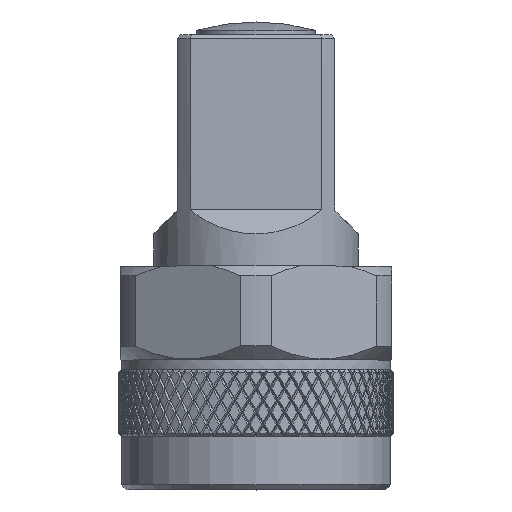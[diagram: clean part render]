
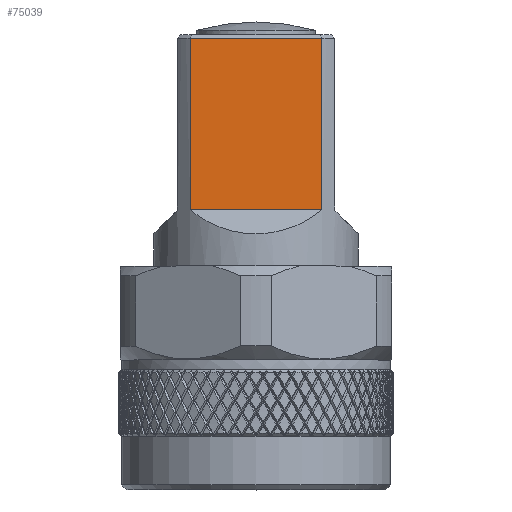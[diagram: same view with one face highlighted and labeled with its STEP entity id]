
A CAD part, top view. The second image highlights one B-rep face of the part: STEP entity #75039.
In plain terms, the highlighted face is planar.
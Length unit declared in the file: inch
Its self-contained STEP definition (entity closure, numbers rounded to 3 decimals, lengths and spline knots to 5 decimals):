
#5534 = VERTEX_POINT ( 'NONE', #18650 ) ;
#5705 = ORIENTED_EDGE ( 'NONE', *, *, #13902, .T. ) ;
#8699 = CARTESIAN_POINT ( 'NONE',  ( -0.23524, 0.5622, -0.19657 ) ) ;
#10273 = CARTESIAN_POINT ( 'NONE',  ( -0.23524, 0.5622, 0.19657 ) ) ;
#10680 = CARTESIAN_POINT ( 'NONE',  ( -0.23524, 0.83756, 0.19657 ) ) ;
#13902 = EDGE_CURVE ( 'NONE', #27526, #5534, #68153, .T. ) ;
#15134 = EDGE_CURVE ( 'NONE', #5534, #62979, #72305, .T. ) ;
#17806 = EDGE_CURVE ( 'NONE', #62979, #50732, #34270, .T. ) ;
#18650 = CARTESIAN_POINT ( 'NONE',  ( -0.23524, 0.83756, -0.19657 ) ) ;
#18934 = VECTOR ( 'NONE', #34611, 39.37008 ) ;
#23475 = CARTESIAN_POINT ( 'NONE',  ( -0.23524, 1.3522, 0.19657 ) ) ;
#23534 = VECTOR ( 'NONE', #57559, 39.37008 ) ;
#27526 = VERTEX_POINT ( 'NONE', #59889 ) ;
#28993 = DIRECTION ( 'NONE',  ( 0., 0., 1. ) ) ;
#29612 = FACE_OUTER_BOUND ( 'NONE', #38417, .T. ) ;
#30208 = ORIENTED_EDGE ( 'NONE', *, *, #15134, .T. ) ;
#34270 = LINE ( 'NONE', #10273, #77744 ) ;
#34611 = DIRECTION ( 'NONE',  ( 0., 0., -1. ) ) ;
#36156 = VECTOR ( 'NONE', #28993, 39.37008 ) ;
#36501 = AXIS2_PLACEMENT_3D ( 'NONE', #64298, #76502, #53288 ) ;
#38417 = EDGE_LOOP ( 'NONE', ( #5705, #30208, #57703, #74606 ) ) ;
#40565 = DIRECTION ( 'NONE',  ( 0., 1., 0. ) ) ;
#41701 = CARTESIAN_POINT ( 'NONE',  ( -0.23524, 1.3522, -0.19657 ) ) ;
#47946 = CARTESIAN_POINT ( 'NONE',  ( -0.23524, 0.83756, 0.19657 ) ) ;
#50732 = VERTEX_POINT ( 'NONE', #23475 ) ;
#53288 = DIRECTION ( 'NONE',  ( 0., 0., 1. ) ) ;
#57559 = DIRECTION ( 'NONE',  ( 0., -1., 0. ) ) ;
#57703 = ORIENTED_EDGE ( 'NONE', *, *, #17806, .T. ) ;
#59889 = CARTESIAN_POINT ( 'NONE',  ( -0.23524, 1.3522, -0.19657 ) ) ;
#62979 = VERTEX_POINT ( 'NONE', #10680 ) ;
#64298 = CARTESIAN_POINT ( 'NONE',  ( -0.23524, 0.76256, 0.23524 ) ) ;
#68153 = LINE ( 'NONE', #8699, #23534 ) ;
#71661 = EDGE_CURVE ( 'NONE', #50732, #27526, #77137, .T. ) ;
#72305 = LINE ( 'NONE', #47946, #36156 ) ;
#74606 = ORIENTED_EDGE ( 'NONE', *, *, #71661, .T. ) ;
#75039 = ADVANCED_FACE ( 'NONE', ( #29612 ), #77678, .T. ) ;
#76502 = DIRECTION ( 'NONE',  ( -1., 0., 0. ) ) ;
#77137 = LINE ( 'NONE', #41701, #18934 ) ;
#77678 = PLANE ( 'NONE',  #36501 ) ;
#77744 = VECTOR ( 'NONE', #40565, 39.37008 ) ;
